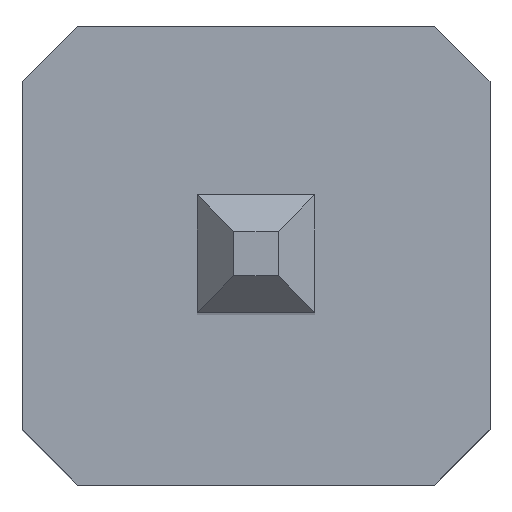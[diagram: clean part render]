
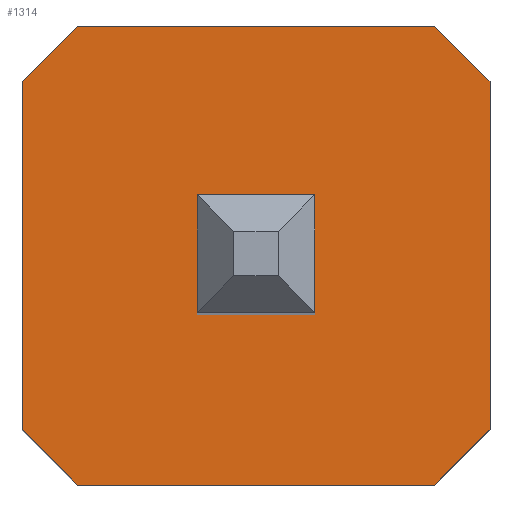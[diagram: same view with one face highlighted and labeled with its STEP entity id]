
A CAD part, top view. The second image highlights one B-rep face of the part: STEP entity #1314.
In plain terms, the highlighted planar face has unit normal (0, 0, 1).
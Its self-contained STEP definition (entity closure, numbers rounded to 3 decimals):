
#7 = VECTOR ( 'NONE', #814, 1000. ) ;
#11 = DIRECTION ( 'NONE',  ( 0.707, 0.707, 0. ) ) ;
#14 = AXIS2_PLACEMENT_3D ( 'NONE', #712, #289, #1071 ) ;
#19 = ORIENTED_EDGE ( 'NONE', *, *, #61, .F. ) ;
#37 = LINE ( 'NONE', #1038, #654 ) ;
#40 = ORIENTED_EDGE ( 'NONE', *, *, #311, .T. ) ;
#61 = EDGE_CURVE ( 'NONE', #312, #1183, #1010, .T. ) ;
#67 = EDGE_CURVE ( 'NONE', #312, #916, #449, .T. ) ;
#136 = VECTOR ( 'NONE', #527, 1000. ) ;
#142 = VERTEX_POINT ( 'NONE', #1293 ) ;
#149 = EDGE_CURVE ( 'NONE', #294, #362, #829, .T. ) ;
#157 = CARTESIAN_POINT ( 'NONE',  ( -1.12, -1.095, 2.29 ) ) ;
#159 = FACE_OUTER_BOUND ( 'NONE', #1231, .T. ) ;
#223 = VECTOR ( 'NONE', #730, 1000. ) ;
#226 = DIRECTION ( 'NONE',  ( -1., 0., 0. ) ) ;
#233 = CARTESIAN_POINT ( 'NONE',  ( 0.32, 0.32, 2.29 ) ) ;
#246 = LINE ( 'NONE', #682, #1179 ) ;
#289 = DIRECTION ( 'NONE',  ( 0., 0., 1. ) ) ;
#294 = VERTEX_POINT ( 'NONE', #674 ) ;
#297 = LINE ( 'NONE', #792, #1471 ) ;
#311 = EDGE_CURVE ( 'NONE', #865, #597, #637, .T. ) ;
#312 = VERTEX_POINT ( 'NONE', #1196 ) ;
#361 = CARTESIAN_POINT ( 'NONE',  ( -1.27, 1.245, 2.29 ) ) ;
#362 = VERTEX_POINT ( 'NONE', #969 ) ;
#386 = VECTOR ( 'NONE', #1013, 1000. ) ;
#390 = EDGE_CURVE ( 'NONE', #1177, #466, #901, .T. ) ;
#395 = DIRECTION ( 'NONE',  ( 0., 1., 0. ) ) ;
#414 = VECTOR ( 'NONE', #395, 1000. ) ;
#446 = CARTESIAN_POINT ( 'NONE',  ( -0.32, 0.32, 2.29 ) ) ;
#449 = LINE ( 'NONE', #1264, #414 ) ;
#466 = VERTEX_POINT ( 'NONE', #446 ) ;
#483 = DIRECTION ( 'NONE',  ( 0., 1., 0. ) ) ;
#486 = FACE_BOUND ( 'NONE', #626, .T. ) ;
#496 = EDGE_CURVE ( 'NONE', #603, #142, #246, .T. ) ;
#527 = DIRECTION ( 'NONE',  ( -0.707, -0.707, 0. ) ) ;
#543 = ORIENTED_EDGE ( 'NONE', *, *, #1083, .F. ) ;
#569 = VECTOR ( 'NONE', #1130, 1000. ) ;
#597 = VERTEX_POINT ( 'NONE', #1273 ) ;
#601 = CARTESIAN_POINT ( 'NONE',  ( 0.97, 1.245, 2.29 ) ) ;
#603 = VERTEX_POINT ( 'NONE', #601 ) ;
#610 = VECTOR ( 'NONE', #847, 1000. ) ;
#626 = EDGE_LOOP ( 'NONE', ( #831, #40, #543, #1187 ) ) ;
#637 = LINE ( 'NONE', #851, #610 ) ;
#646 = ORIENTED_EDGE ( 'NONE', *, *, #1148, .F. ) ;
#653 = ORIENTED_EDGE ( 'NONE', *, *, #496, .T. ) ;
#654 = VECTOR ( 'NONE', #483, 1000. ) ;
#674 = CARTESIAN_POINT ( 'NONE',  ( -0.97, -1.245, 2.29 ) ) ;
#682 = CARTESIAN_POINT ( 'NONE',  ( -1.27, 1.245, 2.29 ) ) ;
#684 = VECTOR ( 'NONE', #11, 1000. ) ;
#691 = CARTESIAN_POINT ( 'NONE',  ( -1.27, 0.945, 2.29 ) ) ;
#703 = CARTESIAN_POINT ( 'NONE',  ( 1.27, 0.945, 2.29 ) ) ;
#707 = CARTESIAN_POINT ( 'NONE',  ( -1.27, -1.245, 2.29 ) ) ;
#712 = CARTESIAN_POINT ( 'NONE',  ( -1.27, 1.245, 2.29 ) ) ;
#730 = DIRECTION ( 'NONE',  ( -0.707, 0.707, 0. ) ) ;
#740 = CARTESIAN_POINT ( 'NONE',  ( -0.32, 0.32, 2.29 ) ) ;
#792 = CARTESIAN_POINT ( 'NONE',  ( 1.12, 1.095, 2.29 ) ) ;
#814 = DIRECTION ( 'NONE',  ( 1., 0., 0. ) ) ;
#829 = LINE ( 'NONE', #157, #223 ) ;
#831 = ORIENTED_EDGE ( 'NONE', *, *, #1216, .F. ) ;
#847 = DIRECTION ( 'NONE',  ( -1., 0., 0. ) ) ;
#851 = CARTESIAN_POINT ( 'NONE',  ( -1.27, -0.32, 2.29 ) ) ;
#855 = DIRECTION ( 'NONE',  ( -1., 0., 0. ) ) ;
#860 = VECTOR ( 'NONE', #855, 1000. ) ;
#864 = EDGE_CURVE ( 'NONE', #1199, #362, #1415, .T. ) ;
#865 = VERTEX_POINT ( 'NONE', #1025 ) ;
#883 = ORIENTED_EDGE ( 'NONE', *, *, #950, .F. ) ;
#901 = LINE ( 'NONE', #740, #860 ) ;
#902 = CARTESIAN_POINT ( 'NONE',  ( -0.32, -0.32, 2.29 ) ) ;
#916 = VERTEX_POINT ( 'NONE', #703 ) ;
#920 = CARTESIAN_POINT ( 'NONE',  ( 0.97, -1.245, 2.29 ) ) ;
#932 = CARTESIAN_POINT ( 'NONE',  ( -1.12, 1.095, 2.29 ) ) ;
#950 = EDGE_CURVE ( 'NONE', #1199, #142, #1282, .T. ) ;
#969 = CARTESIAN_POINT ( 'NONE',  ( -1.27, -0.945, 2.29 ) ) ;
#1010 = LINE ( 'NONE', #1079, #136 ) ;
#1013 = DIRECTION ( 'NONE',  ( 0., -1., 0. ) ) ;
#1025 = CARTESIAN_POINT ( 'NONE',  ( 0.32, -0.32, 2.29 ) ) ;
#1038 = CARTESIAN_POINT ( 'NONE',  ( 0.32, 0.32, 2.29 ) ) ;
#1050 = ORIENTED_EDGE ( 'NONE', *, *, #149, .F. ) ;
#1061 = ORIENTED_EDGE ( 'NONE', *, *, #67, .T. ) ;
#1071 = DIRECTION ( 'NONE',  ( 1., 0., 0. ) ) ;
#1079 = CARTESIAN_POINT ( 'NONE',  ( 1.12, -1.095, 2.29 ) ) ;
#1083 = EDGE_CURVE ( 'NONE', #466, #597, #1248, .T. ) ;
#1130 = DIRECTION ( 'NONE',  ( 0., -1., 0. ) ) ;
#1148 = EDGE_CURVE ( 'NONE', #603, #916, #297, .T. ) ;
#1177 = VERTEX_POINT ( 'NONE', #233 ) ;
#1179 = VECTOR ( 'NONE', #226, 1000. ) ;
#1183 = VERTEX_POINT ( 'NONE', #920 ) ;
#1187 = ORIENTED_EDGE ( 'NONE', *, *, #390, .F. ) ;
#1196 = CARTESIAN_POINT ( 'NONE',  ( 1.27, -0.945, 2.29 ) ) ;
#1199 = VERTEX_POINT ( 'NONE', #691 ) ;
#1216 = EDGE_CURVE ( 'NONE', #865, #1177, #37, .T. ) ;
#1221 = LINE ( 'NONE', #707, #7 ) ;
#1231 = EDGE_LOOP ( 'NONE', ( #1061, #646, #653, #883, #1349, #1050, #1290, #19 ) ) ;
#1248 = LINE ( 'NONE', #902, #386 ) ;
#1250 = EDGE_CURVE ( 'NONE', #294, #1183, #1221, .T. ) ;
#1264 = CARTESIAN_POINT ( 'NONE',  ( 1.27, 1.245, 2.29 ) ) ;
#1273 = CARTESIAN_POINT ( 'NONE',  ( -0.32, -0.32, 2.29 ) ) ;
#1282 = LINE ( 'NONE', #932, #684 ) ;
#1290 = ORIENTED_EDGE ( 'NONE', *, *, #1250, .T. ) ;
#1293 = CARTESIAN_POINT ( 'NONE',  ( -0.97, 1.245, 2.29 ) ) ;
#1314 = ADVANCED_FACE ( 'NONE', ( #486, #159 ), #1382, .T. ) ;
#1349 = ORIENTED_EDGE ( 'NONE', *, *, #864, .T. ) ;
#1361 = DIRECTION ( 'NONE',  ( 0.707, -0.707, 0. ) ) ;
#1382 = PLANE ( 'NONE',  #14 ) ;
#1415 = LINE ( 'NONE', #361, #569 ) ;
#1471 = VECTOR ( 'NONE', #1361, 1000. ) ;
